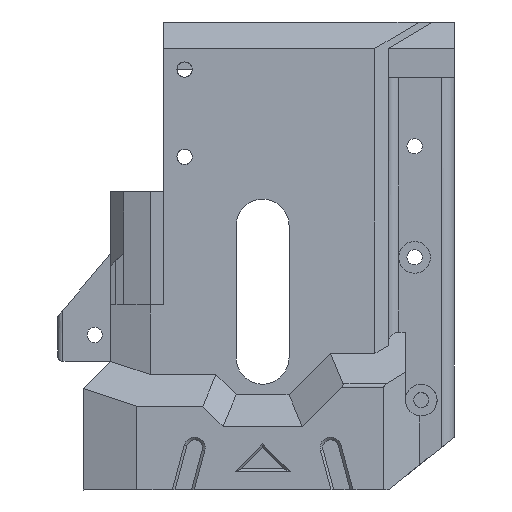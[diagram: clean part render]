
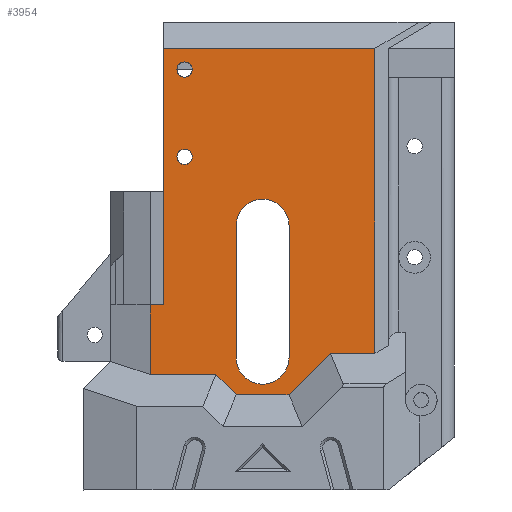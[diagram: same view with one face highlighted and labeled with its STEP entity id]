
A CAD part, front view. The second image highlights one B-rep face of the part: STEP entity #3954.
In plain terms, the highlighted face is planar.
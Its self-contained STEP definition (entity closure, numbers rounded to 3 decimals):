
#50=FACE_BOUND('',#672,.T.);
#51=FACE_BOUND('',#673,.T.);
#52=FACE_BOUND('',#674,.T.);
#99=CIRCLE('',#4114,1.45);
#105=CIRCLE('',#4129,1.45);
#149=CIRCLE('',#4243,5.);
#150=CIRCLE('',#4244,5.);
#463=FACE_OUTER_BOUND('',#671,.T.);
#671=EDGE_LOOP('',(#3076,#3077,#3078,#3079,#3080,#3081,#3082,#3083,#3084,
#3085,#3086));
#672=EDGE_LOOP('',(#3087));
#673=EDGE_LOOP('',(#3088));
#674=EDGE_LOOP('',(#3089,#3090,#3091,#3092));
#844=LINE('',#5535,#1289);
#845=LINE('',#5536,#1290);
#936=LINE('',#5804,#1381);
#1037=LINE('',#6155,#1482);
#1038=LINE('',#6157,#1483);
#1039=LINE('',#6159,#1484);
#1040=LINE('',#6161,#1485);
#1041=LINE('',#6163,#1486);
#1042=LINE('',#6165,#1487);
#1043=LINE('',#6167,#1488);
#1044=LINE('',#6168,#1489);
#1045=LINE('',#6173,#1490);
#1046=LINE('',#6176,#1491);
#1289=VECTOR('',#4466,10.);
#1290=VECTOR('',#4467,10.);
#1381=VECTOR('',#4654,10.);
#1482=VECTOR('',#4925,1000.);
#1483=VECTOR('',#4926,1000.);
#1484=VECTOR('',#4927,1000.);
#1485=VECTOR('',#4928,1000.);
#1486=VECTOR('',#4929,1000.);
#1487=VECTOR('',#4930,1000.);
#1488=VECTOR('',#4931,1000.);
#1489=VECTOR('',#4932,1000.);
#1490=VECTOR('',#4935,1000.);
#1491=VECTOR('',#4938,1000.);
#1717=VERTEX_POINT('',#5516);
#1724=VERTEX_POINT('',#5532);
#1725=VERTEX_POINT('',#5534);
#1734=VERTEX_POINT('',#5560);
#1754=VERTEX_POINT('',#5608);
#1818=VERTEX_POINT('',#5803);
#1915=VERTEX_POINT('',#6154);
#1916=VERTEX_POINT('',#6156);
#1917=VERTEX_POINT('',#6158);
#1918=VERTEX_POINT('',#6160);
#1919=VERTEX_POINT('',#6162);
#1920=VERTEX_POINT('',#6164);
#1921=VERTEX_POINT('',#6166);
#1922=VERTEX_POINT('',#6169);
#1923=VERTEX_POINT('',#6170);
#1924=VERTEX_POINT('',#6172);
#1925=VERTEX_POINT('',#6174);
#2097=EDGE_CURVE('',#1725,#1724,#844,.T.);
#2098=EDGE_CURVE('',#1717,#1725,#845,.T.);
#2110=EDGE_CURVE('',#1734,#1734,#99,.T.);
#2134=EDGE_CURVE('',#1754,#1754,#105,.T.);
#2214=EDGE_CURVE('',#1818,#1717,#936,.T.);
#2361=EDGE_CURVE('',#1724,#1915,#1037,.T.);
#2362=EDGE_CURVE('',#1915,#1916,#1038,.T.);
#2363=EDGE_CURVE('',#1916,#1917,#1039,.T.);
#2364=EDGE_CURVE('',#1918,#1917,#1040,.T.);
#2365=EDGE_CURVE('',#1919,#1918,#1041,.T.);
#2366=EDGE_CURVE('',#1920,#1919,#1042,.T.);
#2367=EDGE_CURVE('',#1920,#1921,#1043,.T.);
#2368=EDGE_CURVE('',#1818,#1921,#1044,.T.);
#2369=EDGE_CURVE('',#1922,#1923,#149,.T.);
#2370=EDGE_CURVE('',#1923,#1924,#1045,.T.);
#2371=EDGE_CURVE('',#1924,#1925,#150,.T.);
#2372=EDGE_CURVE('',#1925,#1922,#1046,.T.);
#3076=ORIENTED_EDGE('',*,*,#2097,.T.);
#3077=ORIENTED_EDGE('',*,*,#2361,.T.);
#3078=ORIENTED_EDGE('',*,*,#2362,.T.);
#3079=ORIENTED_EDGE('',*,*,#2363,.T.);
#3080=ORIENTED_EDGE('',*,*,#2364,.F.);
#3081=ORIENTED_EDGE('',*,*,#2365,.F.);
#3082=ORIENTED_EDGE('',*,*,#2366,.F.);
#3083=ORIENTED_EDGE('',*,*,#2367,.T.);
#3084=ORIENTED_EDGE('',*,*,#2368,.F.);
#3085=ORIENTED_EDGE('',*,*,#2214,.T.);
#3086=ORIENTED_EDGE('',*,*,#2098,.T.);
#3087=ORIENTED_EDGE('',*,*,#2110,.T.);
#3088=ORIENTED_EDGE('',*,*,#2134,.T.);
#3089=ORIENTED_EDGE('',*,*,#2369,.T.);
#3090=ORIENTED_EDGE('',*,*,#2370,.T.);
#3091=ORIENTED_EDGE('',*,*,#2371,.T.);
#3092=ORIENTED_EDGE('',*,*,#2372,.T.);
#3783=PLANE('',#4242);
#3954=ADVANCED_FACE('',(#463,#50,#51,#52),#3783,.T.);
#4114=AXIS2_PLACEMENT_3D('',#5561,#4487,#4488);
#4129=AXIS2_PLACEMENT_3D('',#5609,#4530,#4531);
#4242=AXIS2_PLACEMENT_3D('',#6153,#4923,#4924);
#4243=AXIS2_PLACEMENT_3D('',#6171,#4933,#4934);
#4244=AXIS2_PLACEMENT_3D('',#6175,#4936,#4937);
#4466=DIRECTION('',(-1.,0.,0.));
#4467=DIRECTION('',(0.,-1.,0.));
#4487=DIRECTION('center_axis',(0.,0.,
-1.));
#4488=DIRECTION('ref_axis',(1.,0.,0.));
#4530=DIRECTION('center_axis',(0.,0.,
-1.));
#4531=DIRECTION('ref_axis',(1.,0.,0.));
#4654=DIRECTION('',(0.,-1.,0.));
#4923=DIRECTION('center_axis',(0.,0.,
1.));
#4924=DIRECTION('ref_axis',(0.,1.,0.));
#4925=DIRECTION('',(0.,-1.,0.));
#4926=DIRECTION('',(1.,0.,0.));
#4927=DIRECTION('',(0.707,-0.707,0.));
#4928=DIRECTION('',(-1.,0.,0.));
#4929=DIRECTION('',(-0.707,-0.707,0.));
#4930=DIRECTION('',(-1.,0.,0.));
#4931=DIRECTION('',(0.,1.,0.));
#4932=DIRECTION('',(1.,0.,0.));
#4933=DIRECTION('center_axis',(0.,0.,
-1.));
#4934=DIRECTION('ref_axis',(1.,0.,0.));
#4935=DIRECTION('',(0.,-1.,0.));
#4936=DIRECTION('center_axis',(0.,0.,
-1.));
#4937=DIRECTION('ref_axis',(-1.,0.,0.));
#4938=DIRECTION('',(0.,1.,0.));
#5516=CARTESIAN_POINT('',(-54.,17.4,18.5));
#5532=CARTESIAN_POINT('',(-56.5,-4.,18.5));
#5534=CARTESIAN_POINT('',(-54.,-4.,18.5));
#5535=CARTESIAN_POINT('',(-56.5,-4.,18.5));
#5536=CARTESIAN_POINT('',(-54.,24.25,18.5));
#5560=CARTESIAN_POINT('',(-51.45,24.,18.5));
#5561=CARTESIAN_POINT('Origin',(-50.,24.,18.5));
#5608=CARTESIAN_POINT('',(-51.45,40.5,18.5));
#5609=CARTESIAN_POINT('Origin',(-50.,40.5,18.5));
#5803=CARTESIAN_POINT('',(-54.,44.5,18.5));
#5804=CARTESIAN_POINT('',(-54.,24.25,18.5));
#6153=CARTESIAN_POINT('Origin',(-56.5,31.,18.5));
#6154=CARTESIAN_POINT('',(-56.5,-17.174,18.5));
#6155=CARTESIAN_POINT('',(-56.5,31.,18.5));
#6156=CARTESIAN_POINT('',(-44.076,-17.174,18.5));
#6157=CARTESIAN_POINT('',(-59.375,-17.174,18.5));
#6158=CARTESIAN_POINT('',(-40.25,-21.,18.5));
#6159=CARTESIAN_POINT('',(-61.226,-0.024,18.5));
#6160=CARTESIAN_POINT('',(-30.25,-21.,18.5));
#6161=CARTESIAN_POINT('',(-40.813,-21.,18.5));
#6162=CARTESIAN_POINT('',(-22.424,-13.174,18.5));
#6163=CARTESIAN_POINT('',(-9.219,0.031,18.5));
#6164=CARTESIAN_POINT('',(-14.,-13.174,18.5));
#6165=CARTESIAN_POINT('',(-40.813,-13.174,18.5));
#6166=CARTESIAN_POINT('',(-14.,44.5,18.5));
#6167=CARTESIAN_POINT('',(-14.,31.,18.5));
#6168=CARTESIAN_POINT('',(-44.,44.5,18.5));
#6169=CARTESIAN_POINT('',(-40.25,11.,18.5));
#6170=CARTESIAN_POINT('',(-30.25,11.,18.5));
#6171=CARTESIAN_POINT('Origin',(-35.25,11.,18.5));
#6172=CARTESIAN_POINT('',(-30.25,-14.,18.5));
#6173=CARTESIAN_POINT('',(-30.25,21.,18.5));
#6174=CARTESIAN_POINT('',(-40.25,-14.,18.5));
#6175=CARTESIAN_POINT('Origin',(-35.25,-14.,18.5));
#6176=CARTESIAN_POINT('',(-40.25,8.5,18.5));
